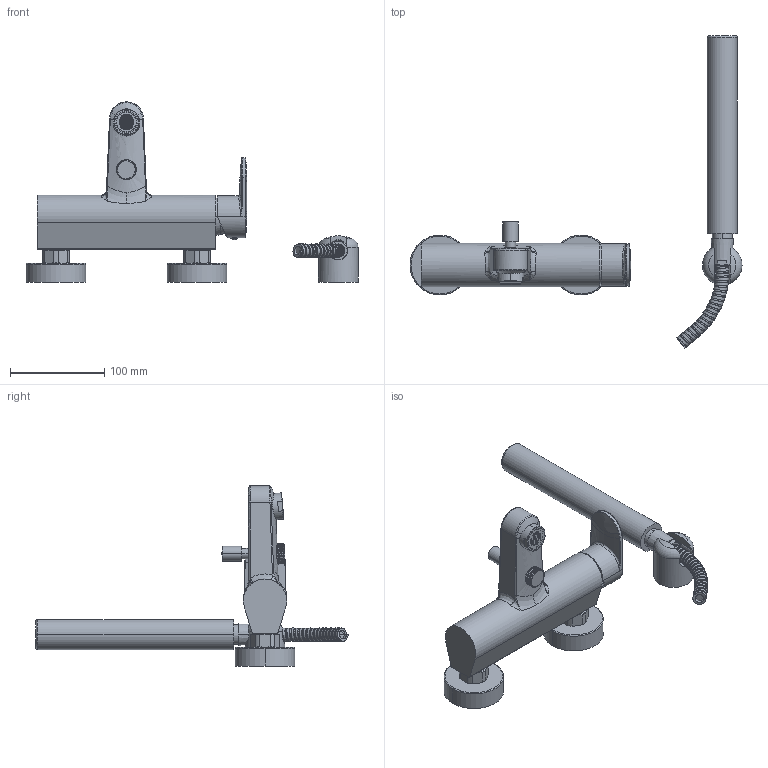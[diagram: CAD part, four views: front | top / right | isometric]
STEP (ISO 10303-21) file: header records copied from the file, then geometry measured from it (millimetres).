
FILE_DESCRIPTION((''),'2;1');
FILE_NAME('CA026CR','2021-01-18T13:09:00',('ut3'),('PAFFONI SpA'),'CREO PARAMETRIC BY PTC INC, 2020044','CREO PARAMETRIC BY PTC INC, 2020044','');
FILE_SCHEMA(('CONFIG_CONTROL_DESIGN','SHAPE_APPEARANCE_LAYERS_GROUPS'));
Length unit declared in the file: millimetre
Products named in the file (1): CA026CR
Bounding box: 352.75 x 331.8 x 191.49 mm (x, y, z)
Volume: 619780.8 mm3; surface area: 200579.3 mm2
Topology: 6 solids, 6 shells, 2313 faces, 6377 edges, 4090 vertices
Faces by surface type: plane 1644, cylinder 280, bspline 207, cone 87, sphere 54, torus 41
Entity records: 127533 total; most frequent: CARTESIAN_POINT 51468, ORIENTED_EDGE 12716, DIRECTION 11774, EDGE_CURVE 6358, VERTEX_POINT 4083, VECTOR 4080, LINE 4080, AXIS2_PLACEMENT_3D 3847
